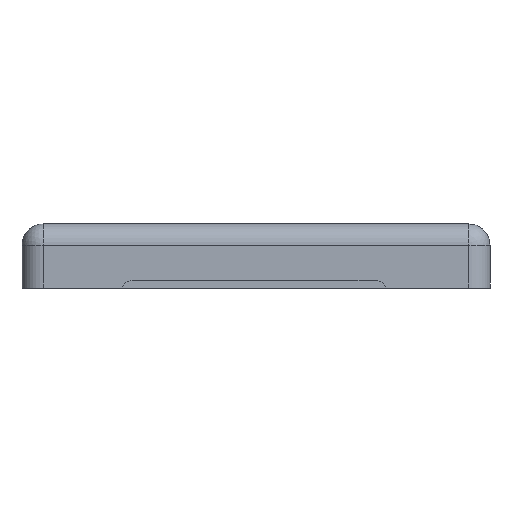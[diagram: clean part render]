
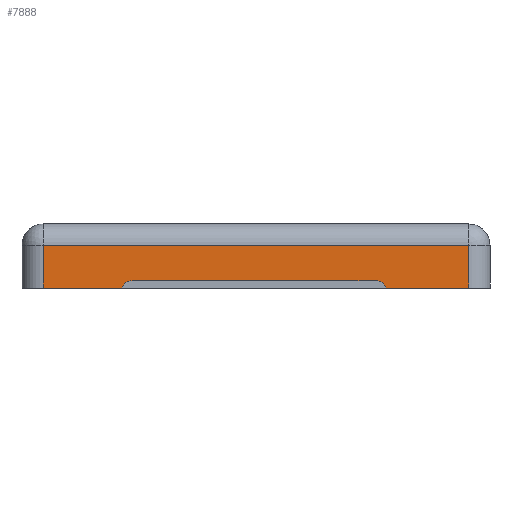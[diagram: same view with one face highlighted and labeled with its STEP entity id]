
A CAD part, left-side view. The second image highlights one B-rep face of the part: STEP entity #7888.
In plain terms, the highlighted planar face has unit normal (-1, 0, 0).
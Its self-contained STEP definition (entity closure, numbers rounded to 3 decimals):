
#41=CIRCLE('',#8167,0.5);
#42=CIRCLE('',#8168,0.5);
#283=PLANE('',#8166);
#681=FACE_OUTER_BOUND('',#1114,.T.);
#1114=EDGE_LOOP('',(#7135,#7136,#7137,#7138,#7139,#7140,#7141,#7142,#7143));
#1879=LINE('',#14394,#2696);
#1883=LINE('',#14406,#2700);
#1896=LINE('',#14432,#2713);
#1911=LINE('',#14468,#2728);
#1912=LINE('',#14469,#2729);
#1913=LINE('',#14471,#2730);
#1914=LINE('',#14475,#2731);
#2696=VECTOR('',#9362,10.);
#2700=VECTOR('',#9376,10.);
#2713=VECTOR('',#9389,10.);
#2728=VECTOR('',#9412,10.);
#2729=VECTOR('',#9413,10.);
#2730=VECTOR('',#9414,10.);
#2731=VECTOR('',#9417,10.);
#3808=VERTEX_POINT('',#14387);
#3811=VERTEX_POINT('',#14392);
#3814=VERTEX_POINT('',#14405);
#3826=VERTEX_POINT('',#14429);
#3827=VERTEX_POINT('',#14431);
#3844=VERTEX_POINT('',#14467);
#3845=VERTEX_POINT('',#14470);
#3846=VERTEX_POINT('',#14472);
#3847=VERTEX_POINT('',#14474);
#4919=EDGE_CURVE('',#3811,#3808,#1879,.T.);
#4925=EDGE_CURVE('',#3808,#3814,#1883,.T.);
#4938=EDGE_CURVE('',#3827,#3826,#1896,.T.);
#4956=EDGE_CURVE('',#3844,#3811,#1911,.T.);
#4957=EDGE_CURVE('',#3827,#3844,#1912,.T.);
#4958=EDGE_CURVE('',#3826,#3845,#1913,.T.);
#4959=EDGE_CURVE('',#3846,#3845,#41,.T.);
#4960=EDGE_CURVE('',#3846,#3847,#1914,.T.);
#4961=EDGE_CURVE('',#3814,#3847,#42,.T.);
#7135=ORIENTED_EDGE('',*,*,#4919,.F.);
#7136=ORIENTED_EDGE('',*,*,#4956,.F.);
#7137=ORIENTED_EDGE('',*,*,#4957,.F.);
#7138=ORIENTED_EDGE('',*,*,#4938,.T.);
#7139=ORIENTED_EDGE('',*,*,#4958,.T.);
#7140=ORIENTED_EDGE('',*,*,#4959,.F.);
#7141=ORIENTED_EDGE('',*,*,#4960,.T.);
#7142=ORIENTED_EDGE('',*,*,#4961,.F.);
#7143=ORIENTED_EDGE('',*,*,#4925,.F.);
#7888=ADVANCED_FACE('',(#681),#283,.T.);
#8166=AXIS2_PLACEMENT_3D('',#14466,#9410,#9411);
#8167=AXIS2_PLACEMENT_3D('',#14473,#9415,#9416);
#8168=AXIS2_PLACEMENT_3D('',#14476,#9418,#9419);
#9362=DIRECTION('',(0.,0.,-1.));
#9376=DIRECTION('',(0.,1.,0.));
#9389=DIRECTION('',(0.,-1.,0.));
#9410=DIRECTION('center_axis',(-1.,0.,0.));
#9411=DIRECTION('ref_axis',(0.,-1.,0.));
#9412=DIRECTION('',(0.,-1.,0.));
#9413=DIRECTION('',(0.,0.,1.));
#9414=DIRECTION('',(0.,-1.,0.));
#9415=DIRECTION('center_axis',(-1.,0.,0.));
#9416=DIRECTION('ref_axis',(0.,0.,1.));
#9417=DIRECTION('',(0.,-1.,0.));
#9418=DIRECTION('center_axis',(-1.,0.,0.));
#9419=DIRECTION('ref_axis',(0.,-1.,0.));
#14387=CARTESIAN_POINT('',(24.427,39.667,3.8));
#14392=CARTESIAN_POINT('',(24.427,39.667,5.8));
#14394=CARTESIAN_POINT('',(24.427,39.667,3.8));
#14405=CARTESIAN_POINT('',(24.427,43.516,3.8));
#14406=CARTESIAN_POINT('',(24.427,43.493,3.8));
#14429=CARTESIAN_POINT('',(24.427,55.893,3.8));
#14431=CARTESIAN_POINT('',(24.427,59.545,3.8));
#14432=CARTESIAN_POINT('',(24.427,60.545,3.8));
#14466=CARTESIAN_POINT('Origin',(24.427,60.545,3.8));
#14467=CARTESIAN_POINT('',(24.427,59.545,5.8));
#14468=CARTESIAN_POINT('',(24.427,55.075,5.8));
#14469=CARTESIAN_POINT('',(24.427,59.545,3.8));
#14470=CARTESIAN_POINT('',(24.427,55.87,3.8));
#14471=CARTESIAN_POINT('',(24.427,55.893,3.8));
#14472=CARTESIAN_POINT('',(24.427,55.393,4.15));
#14473=CARTESIAN_POINT('Origin',(24.427,55.393,3.65));
#14474=CARTESIAN_POINT('',(24.427,43.993,4.15));
#14475=CARTESIAN_POINT('',(24.427,55.393,4.15));
#14476=CARTESIAN_POINT('Origin',(24.427,43.993,3.65));
